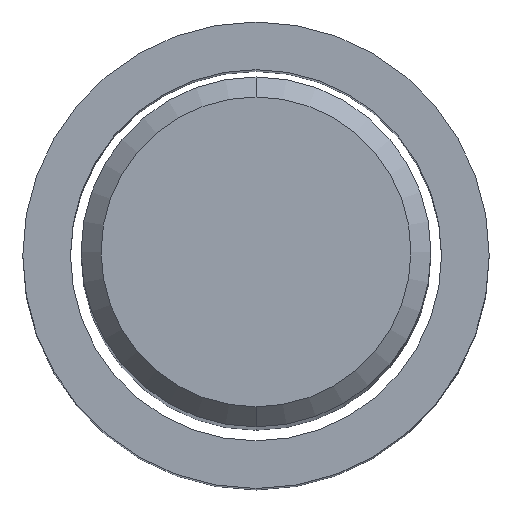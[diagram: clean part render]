
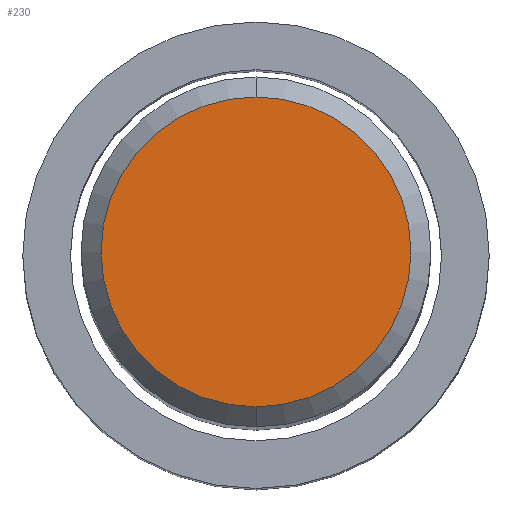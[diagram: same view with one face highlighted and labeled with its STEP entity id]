
A CAD part, top view. The second image highlights one B-rep face of the part: STEP entity #230.
In plain terms, the highlighted planar face has unit normal (0, 0, 1).
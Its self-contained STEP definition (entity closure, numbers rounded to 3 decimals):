
#184=VERTEX_POINT('',#483);
#230=ADVANCED_FACE('',(#533),#534,.T.);
#294=EDGE_CURVE('',#184,#330,#604,.T.);
#330=VERTEX_POINT('',#645);
#342=EDGE_CURVE('',#330,#184,#658,.T.);
#483=CARTESIAN_POINT('',(0.,-4.65,0.0));
#533=FACE_OUTER_BOUND('',#910,.T.);
#534=PLANE('',#911);
#604=CIRCLE('',#1065,4.65);
#645=CARTESIAN_POINT('',(0.0,4.65,0.0));
#658=CIRCLE('',#1134,4.65);
#910=EDGE_LOOP('',(#1500,#1501));
#911=AXIS2_PLACEMENT_3D('',#1502,#1503,#1504);
#1065=AXIS2_PLACEMENT_3D('',#1579,#1580,#1581);
#1134=AXIS2_PLACEMENT_3D('',#1654,#1655,#1656);
#1500=ORIENTED_EDGE('',*,*,#342,.F.);
#1501=ORIENTED_EDGE('',*,*,#294,.F.);
#1502=CARTESIAN_POINT('',(0.0,2.325,0.0));
#1503=DIRECTION('',(-0.0,0.0,1.0));
#1504=DIRECTION('',(0.0,-1.0,0.0));
#1579=CARTESIAN_POINT('',(0.0,0.0,0.0));
#1580=DIRECTION('',(0.0,0.0,-1.0));
#1581=DIRECTION('',(0.0,1.0,0.0));
#1654=CARTESIAN_POINT('',(0.0,0.0,0.0));
#1655=DIRECTION('',(0.0,0.0,-1.0));
#1656=DIRECTION('',(0.0,1.0,0.0));
